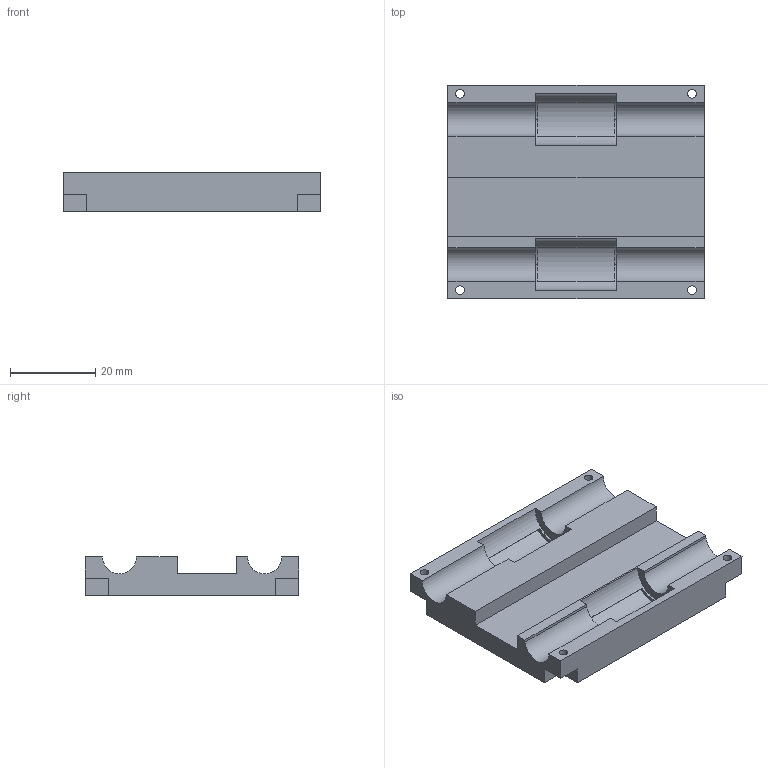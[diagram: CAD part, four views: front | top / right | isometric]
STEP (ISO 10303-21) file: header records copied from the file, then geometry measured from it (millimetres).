
FILE_DESCRIPTION (( 'STEP AP214' ), '1' );
FILE_NAME ('center bearing-cap.STEP', '2025-09-19T19:02:06', ( '' ), ( '' ), 'SwSTEP 2.0', 'SolidWorks 2025', '' );
FILE_SCHEMA (( 'AUTOMOTIVE_DESIGN' ));
Length unit declared in the file: inch
Products named in the file (1): center bearing-cap
Bounding box: 60 x 50 x 9 mm (x, y, z)
Volume: 18415.1 mm3; surface area: 9481.8 mm2
Topology: 1 solids, 1 shells, 101 faces, 285 edges, 190 vertices
Faces by surface type: plane 67, cylinder 18, bspline 16
Entity records: 3446 total; most frequent: CARTESIAN_POINT 849, ORIENTED_EDGE 570, DIRECTION 469, EDGE_CURVE 285, LINE 209, VECTOR 209, VERTEX_POINT 190, AXIS2_PLACEMENT_3D 130
